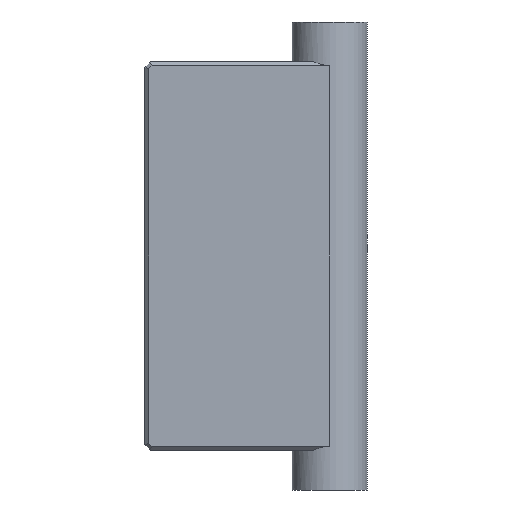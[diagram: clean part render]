
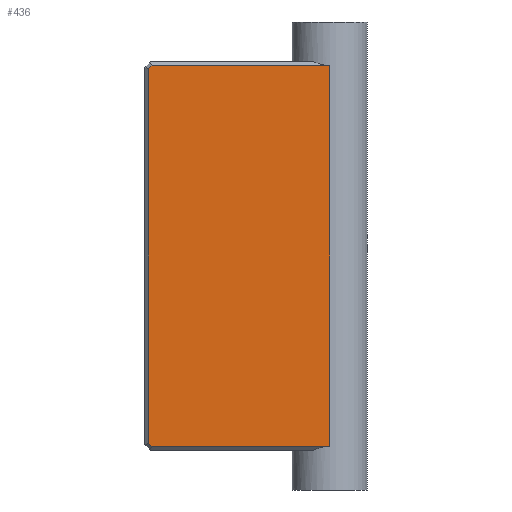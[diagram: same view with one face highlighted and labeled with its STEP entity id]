
A CAD part, left-side view. The second image highlights one B-rep face of the part: STEP entity #436.
In plain terms, the highlighted planar face has unit normal (-1, 0, 0).
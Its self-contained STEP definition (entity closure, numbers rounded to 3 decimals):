
#46=FACE_OUTER_BOUND('',#72,.T.);
#72=EDGE_LOOP('',(#311,#312,#313,#314,#315,#316));
#110=LINE('',#681,#150);
#115=LINE('',#694,#155);
#119=LINE('',#701,#159);
#121=LINE('',#707,#161);
#123=LINE('',#710,#163);
#124=LINE('',#712,#164);
#150=VECTOR('',#551,10.);
#155=VECTOR('',#560,10.);
#159=VECTOR('',#566,10.);
#161=VECTOR('',#572,10.);
#163=VECTOR('',#576,10.);
#164=VECTOR('',#579,10.);
#187=VERTEX_POINT('',#679);
#188=VERTEX_POINT('',#680);
#193=VERTEX_POINT('',#691);
#194=VERTEX_POINT('',#693);
#196=VERTEX_POINT('',#699);
#198=VERTEX_POINT('',#705);
#226=EDGE_CURVE('',#187,#188,#110,.T.);
#232=EDGE_CURVE('',#193,#194,#115,.T.);
#236=EDGE_CURVE('',#196,#193,#119,.T.);
#239=EDGE_CURVE('',#198,#196,#121,.T.);
#241=EDGE_CURVE('',#194,#187,#123,.T.);
#242=EDGE_CURVE('',#188,#198,#124,.T.);
#311=ORIENTED_EDGE('',*,*,#226,.F.);
#312=ORIENTED_EDGE('',*,*,#241,.F.);
#313=ORIENTED_EDGE('',*,*,#232,.F.);
#314=ORIENTED_EDGE('',*,*,#236,.F.);
#315=ORIENTED_EDGE('',*,*,#239,.F.);
#316=ORIENTED_EDGE('',*,*,#242,.F.);
#388=PLANE('',#489);
#436=ADVANCED_FACE('',(#46),#388,.T.);
#489=AXIS2_PLACEMENT_3D('',#711,#577,#578);
#551=DIRECTION('',(0.,-1.,0.));
#560=DIRECTION('',(0.,0.,1.));
#566=DIRECTION('',(0.,0.707,0.707));
#572=DIRECTION('',(0.,1.,0.));
#576=DIRECTION('',(0.,-0.707,0.707));
#577=DIRECTION('center_axis',(-1.,0.,0.));
#578=DIRECTION('ref_axis',(0.,-1.,0.));
#579=DIRECTION('',(0.,0.,-1.));
#679=CARTESIAN_POINT('',(-4.,18.984,-4.65));
#680=CARTESIAN_POINT('',(-4.,0.,-4.65));
#681=CARTESIAN_POINT('',(-4.,15.,-4.65));
#691=CARTESIAN_POINT('',(-4.,19.35,-44.984));
#693=CARTESIAN_POINT('',(-4.,19.35,-5.016));
#694=CARTESIAN_POINT('',(-4.,19.35,-46.));
#699=CARTESIAN_POINT('',(-4.,18.984,-45.35));
#701=CARTESIAN_POINT('',(-4.,19.167,-45.167));
#705=CARTESIAN_POINT('',(-4.,0.,-45.35));
#707=CARTESIAN_POINT('',(-4.,15.,-45.35));
#710=CARTESIAN_POINT('',(-4.,29.667,-15.333));
#711=CARTESIAN_POINT('Origin',(-4.,20.,-46.));
#712=CARTESIAN_POINT('',(-4.,0.,-25.));
